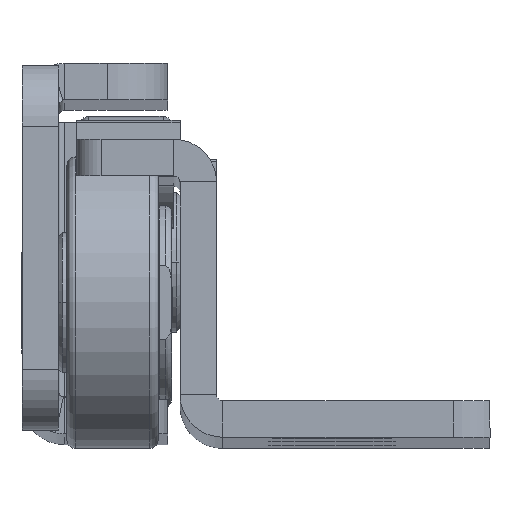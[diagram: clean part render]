
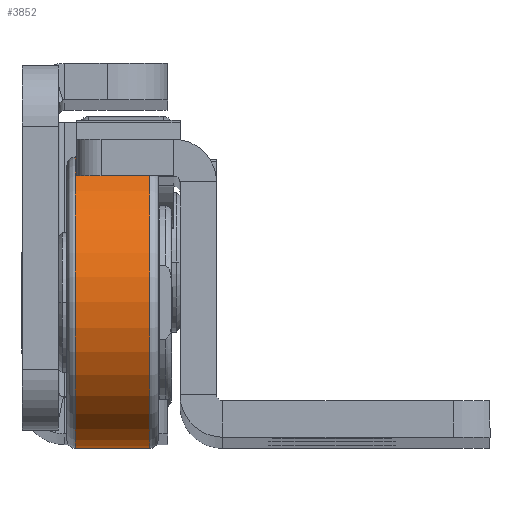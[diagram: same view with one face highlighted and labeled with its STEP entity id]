
A CAD part, top view. The second image highlights one B-rep face of the part: STEP entity #3852.
In plain terms, the highlighted cylindrical face has radius 12 mm (diameter 24 mm), a partial arc.
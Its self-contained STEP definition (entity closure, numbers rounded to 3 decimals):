
#116 = DIRECTION ( 'NONE',  ( -1., 0., 0. ) ) ;
#234 = VERTEX_POINT ( 'NONE', #14502 ) ;
#668 = AXIS2_PLACEMENT_3D ( 'NONE', #4471, #2225, #6983 ) ;
#1225 = ORIENTED_EDGE ( 'NONE', *, *, #4515, .T. ) ;
#1417 = DIRECTION ( 'NONE',  ( 0., 1., 0. ) ) ;
#1576 = DIRECTION ( 'NONE',  ( -1., 0., 0. ) ) ;
#1635 = AXIS2_PLACEMENT_3D ( 'NONE', #12096, #14404, #1417 ) ;
#1842 = LINE ( 'NONE', #14919, #2902 ) ;
#2225 = DIRECTION ( 'NONE',  ( -1., 0., 0. ) ) ;
#2826 = EDGE_CURVE ( 'NONE', #14117, #234, #11070, .T. ) ;
#2887 = EDGE_CURVE ( 'NONE', #9179, #234, #15211, .T. ) ;
#2902 = VECTOR ( 'NONE', #6682, 1000. ) ;
#3816 = ORIENTED_EDGE ( 'NONE', *, *, #2887, .T. ) ;
#3831 = EDGE_CURVE ( 'NONE', #6879, #9179, #1842, .T. ) ;
#3852 = ADVANCED_FACE ( 'NONE', ( #5537 ), #4013, .T. ) ;
#4013 = CYLINDRICAL_SURFACE ( 'NONE', #668, 12. ) ;
#4471 = CARTESIAN_POINT ( 'NONE',  ( -3.75, 0., 0. ) ) ;
#4515 = EDGE_CURVE ( 'NONE', #14117, #6879, #10546, .T. ) ;
#4554 = ORIENTED_EDGE ( 'NONE', *, *, #3831, .T. ) ;
#4804 = CARTESIAN_POINT ( 'NONE',  ( -3.05, -12., 0. ) ) ;
#5511 = EDGE_LOOP ( 'NONE', ( #9134, #1225, #4554, #3816 ) ) ;
#5537 = FACE_OUTER_BOUND ( 'NONE', #5511, .T. ) ;
#5553 = CARTESIAN_POINT ( 'NONE',  ( 3.05, -12., 0. ) ) ;
#6266 = CARTESIAN_POINT ( 'NONE',  ( -3.75, 12., 0. ) ) ;
#6682 = DIRECTION ( 'NONE',  ( -1., 0., 0. ) ) ;
#6879 = VERTEX_POINT ( 'NONE', #5553 ) ;
#6983 = DIRECTION ( 'NONE',  ( 0., -1., 0. ) ) ;
#9134 = ORIENTED_EDGE ( 'NONE', *, *, #2826, .F. ) ;
#9179 = VERTEX_POINT ( 'NONE', #4804 ) ;
#10546 = CIRCLE ( 'NONE', #15260, 12. ) ;
#11070 = LINE ( 'NONE', #6266, #11498 ) ;
#11137 = CARTESIAN_POINT ( 'NONE',  ( 3.05, 12., 0. ) ) ;
#11498 = VECTOR ( 'NONE', #1576, 1000. ) ;
#11948 = DIRECTION ( 'NONE',  ( 0., -1., 0. ) ) ;
#12096 = CARTESIAN_POINT ( 'NONE',  ( -3.05, 0., 0. ) ) ;
#14117 = VERTEX_POINT ( 'NONE', #11137 ) ;
#14255 = CARTESIAN_POINT ( 'NONE',  ( 3.05, 0., 0. ) ) ;
#14404 = DIRECTION ( 'NONE',  ( 1., 0., 0. ) ) ;
#14502 = CARTESIAN_POINT ( 'NONE',  ( -3.05, 12., 0. ) ) ;
#14919 = CARTESIAN_POINT ( 'NONE',  ( -3.75, -12., 0. ) ) ;
#15211 = CIRCLE ( 'NONE', #1635, 12. ) ;
#15260 = AXIS2_PLACEMENT_3D ( 'NONE', #14255, #116, #11948 ) ;
